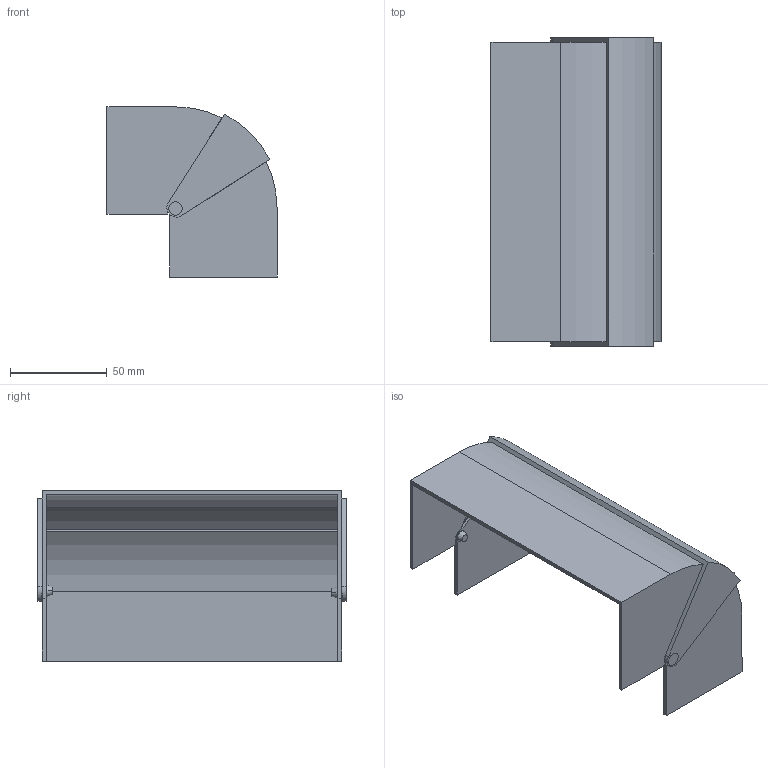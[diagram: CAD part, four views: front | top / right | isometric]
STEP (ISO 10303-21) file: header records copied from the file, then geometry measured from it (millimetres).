
FILE_DESCRIPTION (( 'STEP AP214' ), '1' );
FILE_NAME ('6113420.stp', '2016-04-29T06:50:52', ( '' ), ( '' ), 'SwSTEP 2.0', 'SolidWorks 2014', '' );
FILE_SCHEMA (( 'AUTOMOTIVE_DESIGN' ));
Length unit declared in the file: millimetre
Products named in the file (4): 074843_Standard; 074840_Standard; 034959_Standard; 6113420
Assembly tree (4 placements, depth 2):
  6113420
    074840_Standard
    074843_Standard
    034959_Standard  x2
Bounding box: 88 x 159.69 x 88 mm (x, y, z)
Volume: 77853.9 mm3; surface area: 80425.2 mm2
Topology: 4 solids, 4 shells, 80 faces, 196 edges, 128 vertices
Faces by surface type: plane 38, cylinder 34, cone 8
Entity records: 2192 total; most frequent: DIRECTION 372, CARTESIAN_POINT 364, ORIENTED_EDGE 340, EDGE_CURVE 170, AXIS2_PLACEMENT_3D 132, VERTEX_POINT 112, LINE 108, VECTOR 108
